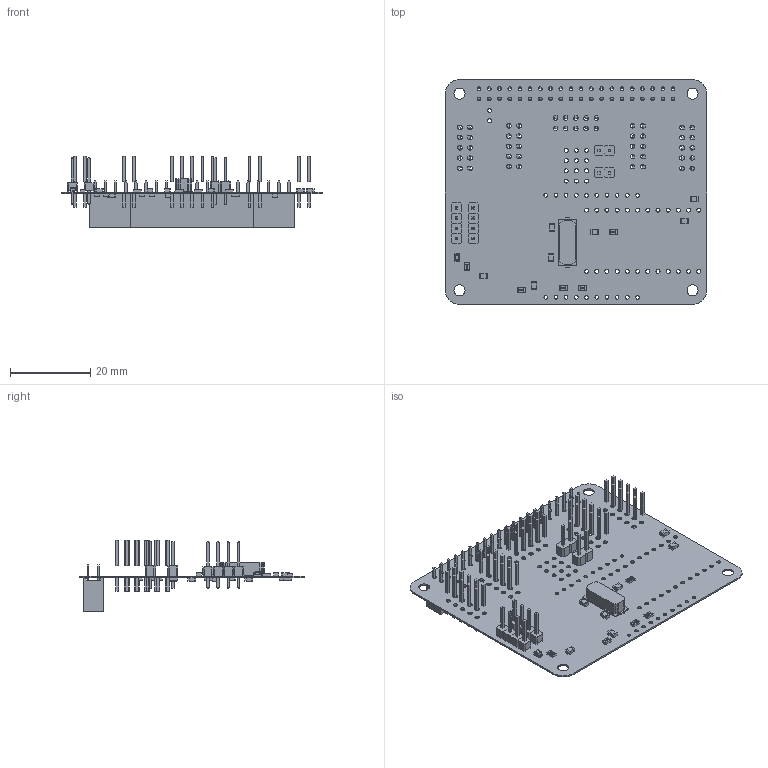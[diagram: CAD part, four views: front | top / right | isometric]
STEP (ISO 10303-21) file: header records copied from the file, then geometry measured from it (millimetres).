
FILE_DESCRIPTION(('Open CASCADE Model'),'2;1');
FILE_NAME('Open CASCADE Shape Model','2020-03-26T21:09:27',('Author'),( 'Open CASCADE'),'Open CASCADE STEP processor 6.8','Open CASCADE 6.8' ,'Unknown');
FILE_SCHEMA(('AUTOMOTIVE_DESIGN { 1 0 10303 214 1 1 1 1 }'));
Length unit declared in the file: millimetre
Products named in the file (70): PCB; Board; Open CASCADE STEP translator 6.8 1.1.1; R10; 0805RES; R9; C7; 6063317264; Extruded; 6063317664; C6; X1; 6062685168; 6062684928; 6062684688; SWD; User_Library-Header_Male_2Pin; User_Library-Header_Male_2Pin_PinArray; User_Library-Header_Male_2Pin_BodyArray; R_led; R_boot; R8; R7; R6; R5; R4; R3; R2; R1; RearDistSensor; 6063309024; 6062996704; FrontDistSensor; FrontLine; RearLine; MotorCtrl; <_LED; led_0805r; I2C; C_quartz2 ...
Assembly tree (221 placements, depth 4):
  PCB
    Board
      Open CASCADE STEP translator 6.8 1.1.1
    R10
      0805RES
    R9
      0805RES
    C7
      6063317264  x2
        Extruded
      6063317664
        Extruded
    C6
      6063317264  x2
        Extruded
      6063317664
        Extruded
    X1
      6062685168
        Extruded
      6062684928
        Extruded
      6062684688  x2
        Extruded
    SWD
      User_Library-Header_Male_2Pin  x2
        User_Library-Header_Male_2Pin_PinArray
        User_Library-Header_Male_2Pin_BodyArray
    R_led
      0805RES
    R_boot
      0805RES
    R8
      0805RES
    R7
      0805RES
    R6
      0805RES
    R5
      0805RES
    R4
      0805RES
    R3
      0805RES
    R3
      0805RES
    R3
      0805RES
    R2
      0805RES
    R1
      0805RES
    RearDistSensor
      6063309024  x10
        Extruded
      6062996704  x10
        Extruded
    FrontDistSensor
      6063309024  x10
        Extruded
Bounding box: 64.99 x 56 x 17.91 mm (x, y, z)
Volume: 3540.7 mm3; surface area: 17157.1 mm2
Topology: 223 solids, 223 shells, 4773 faces, 12715 edges, 8438 vertices
Faces by surface type: plane 3764, bspline 630, cylinder 375, sphere 4
Full cylindrical faces by diameter (mm): 0.9 x60, 1 x38, 1.1 x62, 2.75 x4
Entity records: 74704 total; most frequent: CARTESIAN_POINT 11819, ORIENTED_EDGE 8622, DIRECTION 8083, EDGE_CURVE 4311, PRESENTATION_STYLE_ASSIGNMENT 4211, LINE 3663, VECTOR 3663, OVER_RIDING_STYLED_ITEM 3203
